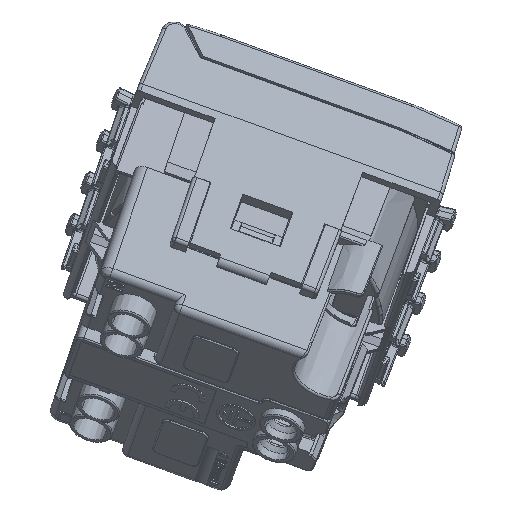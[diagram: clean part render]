
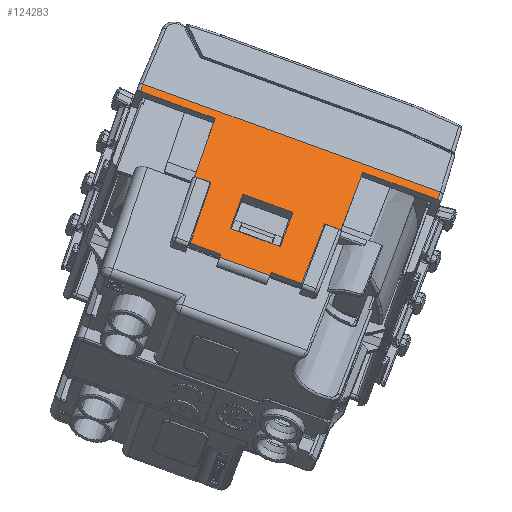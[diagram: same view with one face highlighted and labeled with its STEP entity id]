
A CAD part, left-side view. The second image highlights one B-rep face of the part: STEP entity #124283.
In plain terms, the highlighted face is planar.
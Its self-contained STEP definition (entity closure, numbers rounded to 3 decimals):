
#85748=CARTESIAN_POINT('Vertex',(-3.694,-22.226,-10.106)) ;
#85752=CARTESIAN_POINT('Control Point',(-3.694,-22.226,-10.106)) ;
#85753=CARTESIAN_POINT('Control Point',(-3.692,-22.121,-16.136)) ;
#85754=CARTESIAN_POINT('Vertex',(-3.692,-22.121,-16.136)) ;
#85777=CARTESIAN_POINT('Vertex',(3.692,-22.121,-16.136)) ;
#85815=CARTESIAN_POINT('Line Origine',(0.,-22.121,-16.136)) ;
#85861=CARTESIAN_POINT('Vertex',(3.694,-22.226,-10.106)) ;
#85864=CARTESIAN_POINT('Line Origine',(0.,-22.226,-10.106)) ;
#85884=CARTESIAN_POINT('Control Point',(3.694,-22.226,-10.106)) ;
#85885=CARTESIAN_POINT('Control Point',(3.692,-22.121,-16.136)) ;
#85908=CARTESIAN_POINT('Vertex',(-8.217,-22.043,-20.625)) ;
#85924=CARTESIAN_POINT('Vertex',(-3.7,-22.043,-20.625)) ;
#85927=CARTESIAN_POINT('Line Origine',(-5.958,-22.043,-20.625)) ;
#85948=CARTESIAN_POINT('Vertex',(-8.4,-22.226,-10.125)) ;
#85971=CARTESIAN_POINT('Control Point',(-8.4,-22.226,-10.125)) ;
#85972=CARTESIAN_POINT('Control Point',(-8.217,-22.043,-20.625)) ;
#85989=CARTESIAN_POINT('Vertex',(8.217,-22.043,-20.625)) ;
#85992=CARTESIAN_POINT('Line Origine',(5.958,-22.043,-20.625)) ;
#85996=CARTESIAN_POINT('Vertex',(3.7,-22.043,-20.625)) ;
#86024=CARTESIAN_POINT('Control Point',(8.4,-22.226,-10.125)) ;
#86025=CARTESIAN_POINT('Control Point',(8.217,-22.043,-20.625)) ;
#86026=CARTESIAN_POINT('Vertex',(8.4,-22.226,-10.125)) ;
#86979=CARTESIAN_POINT('Vertex',(-21.95,-22.425,1.275)) ;
#86988=CARTESIAN_POINT('Vertex',(-21.939,-22.403,0.)) ;
#86991=CARTESIAN_POINT('Line Origine',(-21.848,-22.221,-10.425)) ;
#87044=CARTESIAN_POINT('Vertex',(21.939,-22.403,0.)) ;
#87053=CARTESIAN_POINT('Vertex',(21.95,-22.425,1.275)) ;
#87056=CARTESIAN_POINT('Line Origine',(21.848,-22.221,-10.425)) ;
#87582=CARTESIAN_POINT('Line Origine',(0.,-22.425,1.275)) ;
#115425=CARTESIAN_POINT('Line Origine',(16.419,-22.403,0.)) ;
#115429=CARTESIAN_POINT('Vertex',(10.9,-22.403,0.)) ;
#115522=CARTESIAN_POINT('Vertex',(-10.9,-22.403,0.)) ;
#115525=CARTESIAN_POINT('Line Origine',(-16.419,-22.403,0.)) ;
#119105=CARTESIAN_POINT('Vertex',(-10.812,-22.226,-10.125)) ;
#119109=CARTESIAN_POINT('Control Point',(-10.9,-22.403,0.)) ;
#119110=CARTESIAN_POINT('Control Point',(-10.812,-22.226,-10.125)) ;
#119196=CARTESIAN_POINT('Line Origine',(-9.606,-22.226,-10.125)) ;
#119282=CARTESIAN_POINT('Control Point',(10.9,-22.403,0.)) ;
#119283=CARTESIAN_POINT('Control Point',(10.812,-22.226,-10.125)) ;
#119284=CARTESIAN_POINT('Vertex',(10.812,-22.226,-10.125)) ;
#119362=CARTESIAN_POINT('Line Origine',(9.606,-22.226,-10.125)) ;
#124011=CARTESIAN_POINT('Vertex',(-3.695,-22.034,-21.142)) ;
#124015=CARTESIAN_POINT('Control Point',(-3.7,-22.043,-20.625)) ;
#124016=CARTESIAN_POINT('Control Point',(-3.695,-22.034,-21.142)) ;
#124243=CARTESIAN_POINT('Axis2P3D Location',(0.,-22.425,1.275)) ;
#124249=CARTESIAN_POINT('Control Point',(3.7,-22.043,-20.625)) ;
#124250=CARTESIAN_POINT('Control Point',(3.695,-22.034,-21.142)) ;
#124251=CARTESIAN_POINT('Vertex',(3.695,-22.034,-21.142)) ;
#124254=CARTESIAN_POINT('Line Origine',(0.,-22.034,-21.142)) ;
#85816=DIRECTION('Vector Direction',(-1.,0.,0.)) ;
#85865=DIRECTION('Vector Direction',(-1.,0.,0.)) ;
#85928=DIRECTION('Vector Direction',(1.,0.,0.)) ;
#85993=DIRECTION('Vector Direction',(1.,0.,0.)) ;
#86992=DIRECTION('Vector Direction',(0.009,0.017,-1.)) ;
#87057=DIRECTION('Vector Direction',(-0.009,0.017,-1.)) ;
#87583=DIRECTION('Vector Direction',(-1.,0.,0.)) ;
#115426=DIRECTION('Vector Direction',(1.,0.,0.)) ;
#115526=DIRECTION('Vector Direction',(1.,0.,0.)) ;
#119197=DIRECTION('Vector Direction',(1.,0.,0.)) ;
#119363=DIRECTION('Vector Direction',(1.,0.,0.)) ;
#124244=DIRECTION('Axis2P3D Direction',(0.,1.,0.017)) ;
#124245=DIRECTION('Axis2P3D XDirection',(-1.,0.,0.)) ;
#124255=DIRECTION('Vector Direction',(-1.,0.,0.)) ;
#124246=AXIS2_PLACEMENT_3D('Plane Axis2P3D',#124243,#124244,#124245) ;
#124260=ORIENTED_EDGE('',*,*,#124253,.T.) ;
#124261=ORIENTED_EDGE('',*,*,#85998,.F.) ;
#124262=ORIENTED_EDGE('',*,*,#86028,.T.) ;
#124263=ORIENTED_EDGE('',*,*,#119366,.F.) ;
#124264=ORIENTED_EDGE('',*,*,#119286,.T.) ;
#124265=ORIENTED_EDGE('',*,*,#115431,.F.) ;
#124266=ORIENTED_EDGE('',*,*,#87060,.F.) ;
#124267=ORIENTED_EDGE('',*,*,#87586,.T.) ;
#124268=ORIENTED_EDGE('',*,*,#86995,.F.) ;
#124269=ORIENTED_EDGE('',*,*,#115529,.F.) ;
#124270=ORIENTED_EDGE('',*,*,#119111,.T.) ;
#124271=ORIENTED_EDGE('',*,*,#119200,.F.) ;
#124272=ORIENTED_EDGE('',*,*,#85973,.T.) ;
#124273=ORIENTED_EDGE('',*,*,#85931,.F.) ;
#124274=ORIENTED_EDGE('',*,*,#124017,.T.) ;
#124275=ORIENTED_EDGE('',*,*,#124258,.F.) ;
#124278=ORIENTED_EDGE('',*,*,#85756,.T.) ;
#124279=ORIENTED_EDGE('',*,*,#85868,.F.) ;
#124280=ORIENTED_EDGE('',*,*,#85886,.T.) ;
#124281=ORIENTED_EDGE('',*,*,#85819,.F.) ;
#124282=FACE_BOUND('',#124277,.T.) ;
#85817=VECTOR('Line Direction',#85816,1.) ;
#85866=VECTOR('Line Direction',#85865,1.) ;
#85929=VECTOR('Line Direction',#85928,1.) ;
#85994=VECTOR('Line Direction',#85993,1.) ;
#86993=VECTOR('Line Direction',#86992,1.) ;
#87058=VECTOR('Line Direction',#87057,1.) ;
#87584=VECTOR('Line Direction',#87583,1.) ;
#115427=VECTOR('Line Direction',#115426,1.) ;
#115527=VECTOR('Line Direction',#115526,1.) ;
#119198=VECTOR('Line Direction',#119197,1.) ;
#119364=VECTOR('Line Direction',#119363,1.) ;
#124256=VECTOR('Line Direction',#124255,1.) ;
#124283=ADVANCED_FACE('PartBody',(#124276,#124282),#124247,.F.) ;
#85751=B_SPLINE_CURVE_WITH_KNOTS('',1,(#85752,#85753),.UNSPECIFIED.,.F.,.U.,(2,2),(-3.015,3.015),.UNSPECIFIED.) ;
#85883=B_SPLINE_CURVE_WITH_KNOTS('',1,(#85884,#85885),.UNSPECIFIED.,.F.,.U.,(2,2),(-3.015,3.015),.UNSPECIFIED.) ;
#85970=B_SPLINE_CURVE_WITH_KNOTS('',1,(#85971,#85972),.UNSPECIFIED.,.F.,.U.,(2,2),(-5.252,5.252),.UNSPECIFIED.) ;
#86023=B_SPLINE_CURVE_WITH_KNOTS('',1,(#86024,#86025),.UNSPECIFIED.,.F.,.U.,(2,2),(-5.252,5.252),.UNSPECIFIED.) ;
#119108=B_SPLINE_CURVE_WITH_KNOTS('',1,(#119109,#119110),.UNSPECIFIED.,.F.,.U.,(2,2),(-11.065,-0.938),.UNSPECIFIED.) ;
#119281=B_SPLINE_CURVE_WITH_KNOTS('',1,(#119282,#119283),.UNSPECIFIED.,.F.,.U.,(2,2),(-11.065,-0.938),.UNSPECIFIED.) ;
#124014=B_SPLINE_CURVE_WITH_KNOTS('',1,(#124015,#124016),.UNSPECIFIED.,.F.,.U.,(2,2),(-0.259,0.259),.UNSPECIFIED.) ;
#124248=B_SPLINE_CURVE_WITH_KNOTS('',1,(#124249,#124250),.UNSPECIFIED.,.F.,.U.,(2,2),(-0.259,0.259),.UNSPECIFIED.) ;
#85756=EDGE_CURVE('',#85755,#85749,#85751,.F.) ;
#85819=EDGE_CURVE('',#85755,#85778,#85818,.F.) ;
#85868=EDGE_CURVE('',#85862,#85749,#85867,.T.) ;
#85886=EDGE_CURVE('',#85862,#85778,#85883,.T.) ;
#85931=EDGE_CURVE('',#85925,#85909,#85930,.F.) ;
#85973=EDGE_CURVE('',#85949,#85909,#85970,.T.) ;
#85998=EDGE_CURVE('',#85990,#85997,#85995,.F.) ;
#86028=EDGE_CURVE('',#85990,#86027,#86023,.F.) ;
#86995=EDGE_CURVE('',#86989,#86980,#86994,.F.) ;
#87060=EDGE_CURVE('',#87054,#87045,#87059,.T.) ;
#87586=EDGE_CURVE('',#87054,#86980,#87585,.T.) ;
#115431=EDGE_CURVE('',#87045,#115430,#115428,.F.) ;
#115529=EDGE_CURVE('',#115523,#86989,#115528,.F.) ;
#119111=EDGE_CURVE('',#115523,#119106,#119108,.T.) ;
#119200=EDGE_CURVE('',#85949,#119106,#119199,.F.) ;
#119286=EDGE_CURVE('',#119285,#115430,#119281,.F.) ;
#119366=EDGE_CURVE('',#119285,#86027,#119365,.F.) ;
#124017=EDGE_CURVE('',#85925,#124012,#124014,.T.) ;
#124253=EDGE_CURVE('',#124252,#85997,#124248,.F.) ;
#124258=EDGE_CURVE('',#124252,#124012,#124257,.T.) ;
#124259=EDGE_LOOP('',(#124260,#124261,#124262,#124263,#124264,#124265,#124266,#124267,#124268,#124269,#124270,#124271,#124272,#124273,#124274,#124275)) ;
#124277=EDGE_LOOP('',(#124278,#124279,#124280,#124281)) ;
#124276=FACE_OUTER_BOUND('',#124259,.T.) ;
#85818=LINE('Line',#85815,#85817) ;
#85867=LINE('Line',#85864,#85866) ;
#85930=LINE('Line',#85927,#85929) ;
#85995=LINE('Line',#85992,#85994) ;
#86994=LINE('Line',#86991,#86993) ;
#87059=LINE('Line',#87056,#87058) ;
#87585=LINE('Line',#87582,#87584) ;
#115428=LINE('Line',#115425,#115427) ;
#115528=LINE('Line',#115525,#115527) ;
#119199=LINE('Line',#119196,#119198) ;
#119365=LINE('Line',#119362,#119364) ;
#124257=LINE('Line',#124254,#124256) ;
#124247=PLANE('',#124246) ;
#85749=VERTEX_POINT('',#85748) ;
#85755=VERTEX_POINT('',#85754) ;
#85778=VERTEX_POINT('',#85777) ;
#85862=VERTEX_POINT('',#85861) ;
#85909=VERTEX_POINT('',#85908) ;
#85925=VERTEX_POINT('',#85924) ;
#85949=VERTEX_POINT('',#85948) ;
#85990=VERTEX_POINT('',#85989) ;
#85997=VERTEX_POINT('',#85996) ;
#86027=VERTEX_POINT('',#86026) ;
#86980=VERTEX_POINT('',#86979) ;
#86989=VERTEX_POINT('',#86988) ;
#87045=VERTEX_POINT('',#87044) ;
#87054=VERTEX_POINT('',#87053) ;
#115430=VERTEX_POINT('',#115429) ;
#115523=VERTEX_POINT('',#115522) ;
#119106=VERTEX_POINT('',#119105) ;
#119285=VERTEX_POINT('',#119284) ;
#124012=VERTEX_POINT('',#124011) ;
#124252=VERTEX_POINT('',#124251) ;
